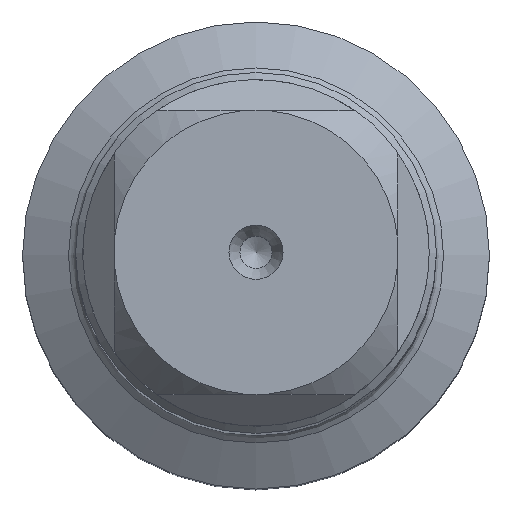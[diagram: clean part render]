
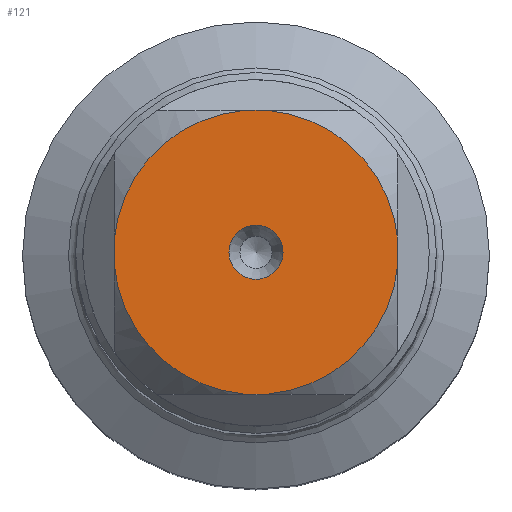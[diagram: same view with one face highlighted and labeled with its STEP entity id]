
A CAD part, top view. The second image highlights one B-rep face of the part: STEP entity #121.
In plain terms, the highlighted planar face has unit normal (0, 0, 1).
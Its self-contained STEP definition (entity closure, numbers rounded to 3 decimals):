
#76=PLANE('',#540);
#88=LINE('',#787,#104);
#89=LINE('',#792,#105);
#90=LINE('',#796,#106);
#91=LINE('',#800,#107);
#104=VECTOR('',#611,1.);
#105=VECTOR('',#614,1.);
#106=VECTOR('',#617,1.);
#107=VECTOR('',#620,1.);
#121=ADVANCED_FACE('',(#162,#163),#76,.F.);
#162=FACE_BOUND('',#200,.T.);
#163=FACE_BOUND('',#201,.T.);
#200=EDGE_LOOP('',(#250));
#201=EDGE_LOOP('',(#251,#252,#253,#254,#255,#256,#257,#258));
#250=ORIENTED_EDGE('',*,*,#402,.T.);
#251=ORIENTED_EDGE('',*,*,#403,.F.);
#252=ORIENTED_EDGE('',*,*,#404,.T.);
#253=ORIENTED_EDGE('',*,*,#405,.F.);
#254=ORIENTED_EDGE('',*,*,#406,.T.);
#255=ORIENTED_EDGE('',*,*,#407,.F.);
#256=ORIENTED_EDGE('',*,*,#408,.T.);
#257=ORIENTED_EDGE('',*,*,#409,.F.);
#258=ORIENTED_EDGE('',*,*,#410,.T.);
#358=VERTEX_POINT('',#786);
#359=VERTEX_POINT('',#788);
#360=VERTEX_POINT('',#789);
#361=VERTEX_POINT('',#791);
#362=VERTEX_POINT('',#793);
#363=VERTEX_POINT('',#795);
#364=VERTEX_POINT('',#797);
#365=VERTEX_POINT('',#799);
#366=VERTEX_POINT('',#801);
#402=EDGE_CURVE('',#358,#358,#456,.T.);
#403=EDGE_CURVE('',#359,#360,#88,.T.);
#404=EDGE_CURVE('',#359,#361,#457,.T.);
#405=EDGE_CURVE('',#362,#361,#89,.T.);
#406=EDGE_CURVE('',#362,#363,#458,.T.);
#407=EDGE_CURVE('',#364,#363,#90,.T.);
#408=EDGE_CURVE('',#364,#365,#459,.T.);
#409=EDGE_CURVE('',#366,#365,#91,.T.);
#410=EDGE_CURVE('',#366,#360,#460,.T.);
#456=CIRCLE('',#535,2.1);
#457=CIRCLE('',#536,11.04);
#458=CIRCLE('',#537,11.04);
#459=CIRCLE('',#538,11.04);
#460=CIRCLE('',#539,11.04);
#535=AXIS2_PLACEMENT_3D('',#785,#609,#610);
#536=AXIS2_PLACEMENT_3D('',#790,#612,#613);
#537=AXIS2_PLACEMENT_3D('',#794,#615,#616);
#538=AXIS2_PLACEMENT_3D('',#798,#618,#619);
#539=AXIS2_PLACEMENT_3D('',#802,#621,#622);
#540=AXIS2_PLACEMENT_3D('',#803,#623,#624);
#609=DIRECTION('',(0.,0.,-1.));
#610=DIRECTION('',(-1.,0.,0.));
#611=DIRECTION('',(0.,-1.,0.));
#612=DIRECTION('',(0.,0.,1.));
#613=DIRECTION('',(1.,0.,0.));
#614=DIRECTION('',(1.,0.,0.));
#615=DIRECTION('',(0.,0.,1.));
#616=DIRECTION('',(1.,0.,0.));
#617=DIRECTION('',(0.,1.,0.));
#618=DIRECTION('',(0.,0.,1.));
#619=DIRECTION('',(1.,0.,0.));
#620=DIRECTION('',(-1.,0.,0.));
#621=DIRECTION('',(0.,0.,1.));
#622=DIRECTION('',(1.,0.,0.));
#623=DIRECTION('',(0.,0.,-1.));
#624=DIRECTION('',(-1.,0.,0.));
#785=CARTESIAN_POINT('',(0.,0.,0.));
#786=CARTESIAN_POINT('',(-2.1,0.,0.));
#787=CARTESIAN_POINT('',(11.,0.,0.));
#788=CARTESIAN_POINT('',(11.,0.939,0.));
#789=CARTESIAN_POINT('',(11.,-0.939,0.));
#790=CARTESIAN_POINT('',(0.,0.,0.));
#791=CARTESIAN_POINT('',(0.939,11.,0.));
#792=CARTESIAN_POINT('',(14.2,11.,0.));
#793=CARTESIAN_POINT('',(-0.939,11.,0.));
#794=CARTESIAN_POINT('',(0.,0.,0.));
#795=CARTESIAN_POINT('',(-11.,0.939,0.));
#796=CARTESIAN_POINT('',(-11.,0.,0.));
#797=CARTESIAN_POINT('',(-11.,-0.939,0.));
#798=CARTESIAN_POINT('',(0.,0.,0.));
#799=CARTESIAN_POINT('',(-0.939,-11.,0.));
#800=CARTESIAN_POINT('',(14.2,-11.,0.));
#801=CARTESIAN_POINT('',(0.939,-11.,0.));
#802=CARTESIAN_POINT('',(0.,0.,0.));
#803=CARTESIAN_POINT('',(14.2,0.,0.));
